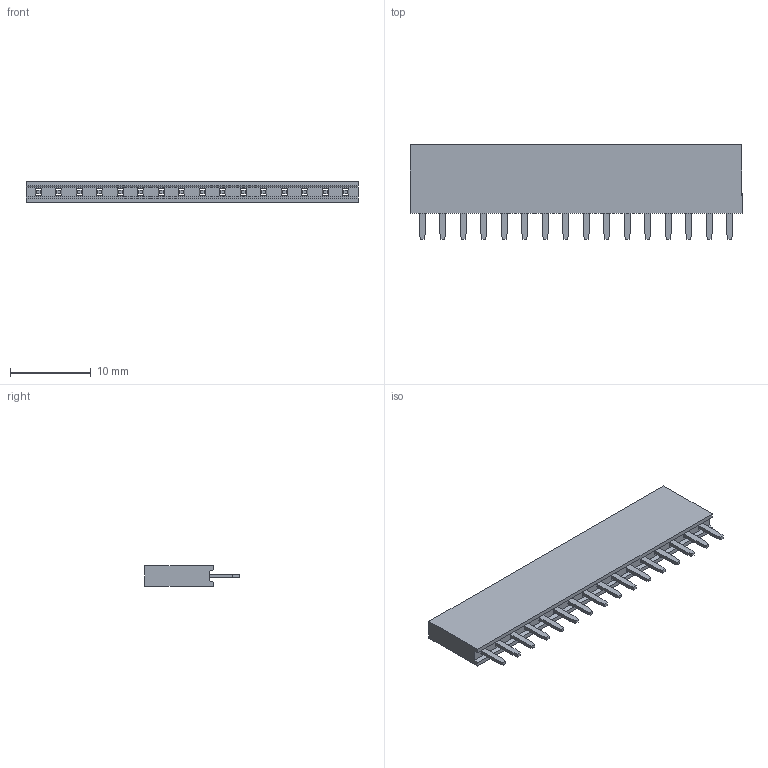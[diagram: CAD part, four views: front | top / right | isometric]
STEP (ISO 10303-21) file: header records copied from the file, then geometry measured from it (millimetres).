
FILE_DESCRIPTION (( 'STEP AP214' ), '1' );
FILE_NAME ('PPTC161LFBN-RC.STEP', '2022-03-14T22:02:57', ( '' ), ( '' ), 'SwSTEP 2.0', 'SolidWorks 2017', '' );
FILE_SCHEMA (( 'AUTOMOTIVE_DESIGN' ));
Length unit declared in the file: inch
Products named in the file (1): PPTC161LFBN-RC
Bounding box: 41.15 x 11.71 x 2.54 mm (x, y, z)
Volume: 817.5 mm3; surface area: 1738.2 mm2
Topology: 17 solids, 17 shells, 378 faces, 968 edges, 624 vertices
Faces by surface type: plane 282, cylinder 96
Entity records: 13386 total; most frequent: CARTESIAN_POINT 1971, ORIENTED_EDGE 1936, DIRECTION 1918, EDGE_CURVE 968, LINE 776, VECTOR 776, VERTEX_POINT 624, AXIS2_PLACEMENT_3D 571
